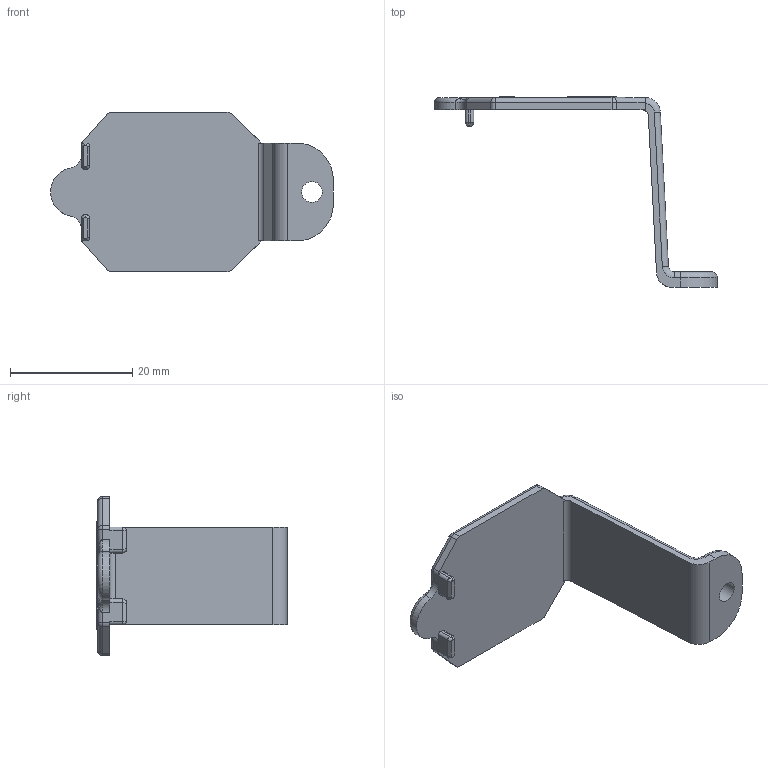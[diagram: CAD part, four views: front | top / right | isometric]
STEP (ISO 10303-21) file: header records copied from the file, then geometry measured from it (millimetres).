
FILE_DESCRIPTION(/* description */ ('Unknown'),/* implementation_level */ '2;1');
FILE_NAME(/* name */ '7427722',/* time_stamp */ '2018-10-17T10:17:03+02:00',/* author */ ('Unknown'),/* organization */ ('Unknown'),/* preprocessor_version */ 'ST-DEVELOPER v16.7',/* originating_system */ 'DEX',/* authorisation */ $);
FILE_SCHEMA (('AUTOMOTIVE_DESIGN {1 0 10303 214 3 1 1}'));
Length unit declared in the file: millimetre
Products named in the file (2): 7427722; m.ul1360139Ezc32
Assembly tree (1 placements, depth 2):
  7427722
    m.ul1360139Ezc32
Bounding box: 46.18 x 31.15 x 26 mm (x, y, z)
Volume: 2740.9 mm3; surface area: 3087.4 mm2
Topology: 1 solids, 1 shells, 569 faces, 1540 edges, 1014 vertices
Faces by surface type: plane 430, bspline 69, cylinder 55, torus 13, cone 2
Full cylindrical faces by diameter (mm): 3.4 x1
Entity records: 18891 total; most frequent: CARTESIAN_POINT 4961, ORIENTED_EDGE 3060, DIRECTION 2499, EDGE_CURVE 1530, LINE 1239, VECTOR 1239, VERTEX_POINT 1014, AXIS2_PLACEMENT_3D 630
